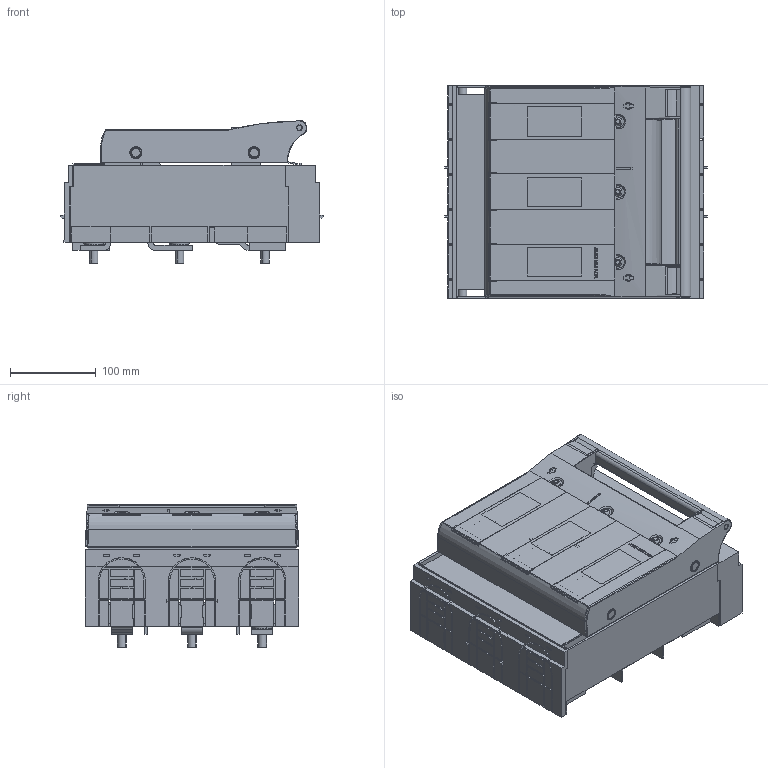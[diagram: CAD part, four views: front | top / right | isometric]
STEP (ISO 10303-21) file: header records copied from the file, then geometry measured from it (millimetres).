
FILE_DESCRIPTION(('CATIA V5 STEP'),'2;1');
FILE_NAME('T0614_L_KETO-3-3_100_Ao_F.stp','2016-01-22T12:05:39+00:00',('none'),('Jean Müller GmbH'),'CATIA Version 5 Release 19 SP 9 (IN-10)','CATIA V5 STEP AP214','none');
FILE_SCHEMA(('AUTOMOTIVE_DESIGN { 1 0 10303 214 1 1 1 1 }'));
Products named in the file (17): T0614_L_KETO-3-3/100/Ao/F; 34245_01_L_Gehaeuse LTL3-3/100; 34206_L01_Frontplatte Gr3_3-polig; 34246_L_Schutzabdeckung oben Gr3_3-polig; 34247_L_Schutzabdeckung unten Gr3_3-polig; 158641-01_L_Anschlusslasche Gr3-KETO; 158697_Verbindungswinkel L1; 158698_Verbindungswinkel L2; 158699_Verbindungswinkel L3; 34208_L01_Scheibe Gr1; 158700_Anschlusswinkel L3; 43730_Abstuetzung; 66113_Sechskantmutter DIN934_M10; 65746_Sechskantschraube M10x25; 66903_Spannscheibe DIN6796 -10; 34208_L_Scheibe Gr.1; 65305_Zyl.Schraube m. Innensechskant M10X25
Assembly tree (30 placements, depth 2):
  T0614_L_KETO-3-3/100/Ao/F
    34245_01_L_Gehaeuse LTL3-3/100
    34206_L01_Frontplatte Gr3_3-polig
    34246_L_Schutzabdeckung oben Gr3_3-polig
    34247_L_Schutzabdeckung unten Gr3_3-polig
    158641-01_L_Anschlusslasche Gr3-KETO  x2
    158697_Verbindungswinkel L1
    158698_Verbindungswinkel L2
    158699_Verbindungswinkel L3
    34208_L01_Scheibe Gr1
    158700_Anschlusswinkel L3
    43730_Abstuetzung  x2
    66113_Sechskantmutter DIN934_M10  x3
    65746_Sechskantschraube M10x25  x3
    66903_Spannscheibe DIN6796 -10  x6
    34208_L_Scheibe Gr.1  x2
    65305_Zyl.Schraube m. Innensechskant M10X25  x3
Bounding box: 306.7 x 249.5 x 167.11 mm (x, y, z)
Volume: 3013648.5 mm3; surface area: 948131.5 mm2
Topology: 69 solids, 76 shells, 2640 faces, 7383 edges, 4895 vertices
Faces by surface type: plane 1859, cylinder 334, bspline 183, cone 157, extrusion 47, torus 38, sphere 22
Entity records: 84161 total; most frequent: CARTESIAN_POINT 27001, ORIENTED_EDGE 13748, DIRECTION 8248, EDGE_CURVE 6874, VECTOR 5067, LINE 5020, VERTEX_POINT 4581, EDGE_LOOP 2563
